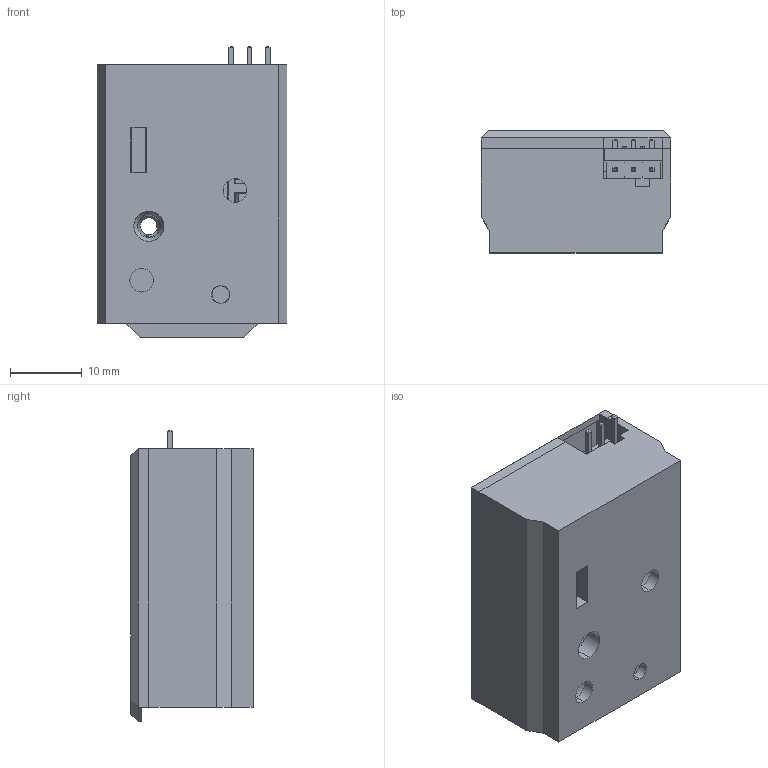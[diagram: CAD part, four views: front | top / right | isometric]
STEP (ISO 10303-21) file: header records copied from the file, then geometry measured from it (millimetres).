
FILE_DESCRIPTION (( 'STEP AP214' ), '1' );
FILE_NAME ('MK3 Sensor Add-On.STEP', '2019-03-01T14:54:40', ( '' ), ( '' ), 'SwSTEP 2.0', 'SolidWorks 2017', '' );
FILE_SCHEMA (( 'AUTOMOTIVE_DESIGN' ));
Length unit declared in the file: millimetre
Products named in the file (9): Sensor Cover; Lever; IR-sensor_Part; Kula 7mm; Magnet 20x6x2; Magnet 10x6x2; socket head cap screw_iso_ISO 4762 M3 x 10 - 10N; Sensor Housing; MK3 Sensor Add-On
Assembly tree (8 placements, depth 2):
  MK3 Sensor Add-On
    Magnet 10x6x2
    Magnet 20x6x2
    IR-sensor_Part
    Sensor Housing
    Kula 7mm
    Lever
    Sensor Cover
    socket head cap screw_iso_ISO 4762 M3 x 10 - 10N
Bounding box: 26.4 x 17 x 40.54 mm (x, y, z)
Volume: 11648.9 mm3; surface area: 10770.1 mm2
Topology: 18 solids, 18 shells, 510 faces, 1295 edges, 828 vertices
Faces by surface type: plane 373, cylinder 97, bspline 16, cone 12, torus 8, sphere 4
Entity records: 19832 total; most frequent: CARTESIAN_POINT 4180, ORIENTED_EDGE 2572, DIRECTION 2486, EDGE_CURVE 1286, LINE 1004, VECTOR 1004, VERTEX_POINT 825, AXIS2_PLACEMENT_3D 741
